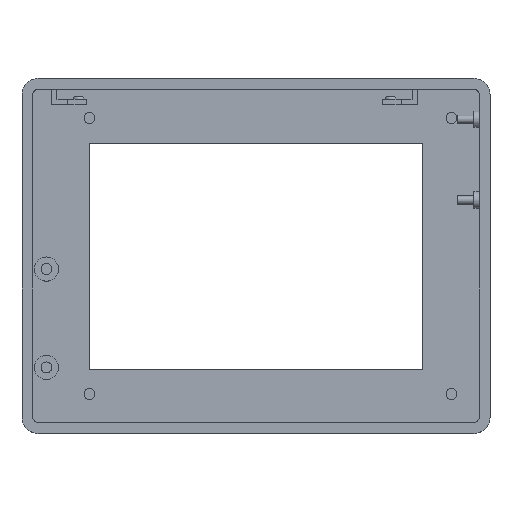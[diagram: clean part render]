
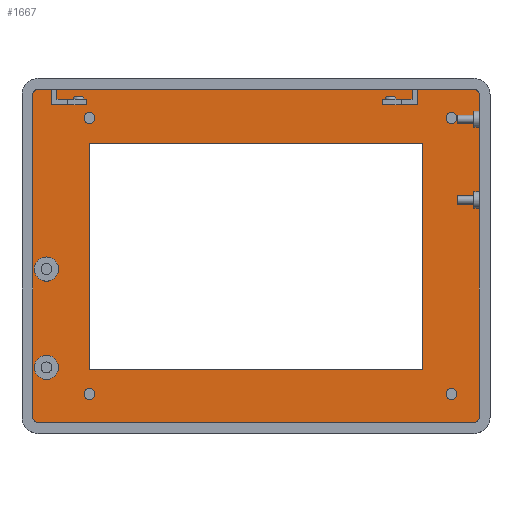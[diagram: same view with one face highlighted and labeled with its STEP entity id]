
A CAD part, top view. The second image highlights one B-rep face of the part: STEP entity #1667.
In plain terms, the highlighted planar face has unit normal (0, 0, 1).
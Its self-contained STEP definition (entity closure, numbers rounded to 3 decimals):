
#17=FACE_BOUND('',#230,.T.);
#18=FACE_BOUND('',#231,.T.);
#19=FACE_BOUND('',#232,.T.);
#20=FACE_BOUND('',#233,.T.);
#21=FACE_BOUND('',#234,.T.);
#22=FACE_BOUND('',#235,.T.);
#23=FACE_BOUND('',#236,.T.);
#48=PLANE('',#1789);
#123=FACE_OUTER_BOUND('',#229,.T.);
#229=EDGE_LOOP('',(#1168,#1169,#1170,#1171,#1172,#1173,#1174,#1175,#1176,
#1177,#1178,#1179,#1180,#1181,#1182,#1183,#1184,#1185,#1186,#1187,#1188));
#230=EDGE_LOOP('',(#1189,#1190,#1191,#1192));
#231=EDGE_LOOP('',(#1193));
#232=EDGE_LOOP('',(#1194));
#233=EDGE_LOOP('',(#1195));
#234=EDGE_LOOP('',(#1196));
#235=EDGE_LOOP('',(#1197));
#236=EDGE_LOOP('',(#1198));
#367=LINE('',#2480,#537);
#368=LINE('',#2484,#538);
#369=LINE('',#2488,#539);
#370=LINE('',#2492,#540);
#371=LINE('',#2494,#541);
#372=LINE('',#2496,#542);
#373=LINE('',#2498,#543);
#374=LINE('',#2500,#544);
#375=LINE('',#2502,#545);
#376=LINE('',#2504,#546);
#377=LINE('',#2506,#547);
#378=LINE('',#2508,#548);
#379=LINE('',#2510,#549);
#380=LINE('',#2512,#550);
#381=LINE('',#2514,#551);
#382=LINE('',#2516,#552);
#383=LINE('',#2517,#553);
#384=LINE('',#2520,#554);
#385=LINE('',#2522,#555);
#386=LINE('',#2524,#556);
#387=LINE('',#2525,#557);
#537=VECTOR('',#1968,10.);
#538=VECTOR('',#1971,10.);
#539=VECTOR('',#1974,10.);
#540=VECTOR('',#1977,10.);
#541=VECTOR('',#1978,10.);
#542=VECTOR('',#1979,10.);
#543=VECTOR('',#1980,10.);
#544=VECTOR('',#1981,10.);
#545=VECTOR('',#1982,10.);
#546=VECTOR('',#1983,10.);
#547=VECTOR('',#1984,10.);
#548=VECTOR('',#1985,10.);
#549=VECTOR('',#1986,10.);
#550=VECTOR('',#1987,10.);
#551=VECTOR('',#1988,10.);
#552=VECTOR('',#1989,10.);
#553=VECTOR('',#1990,10.);
#554=VECTOR('',#1991,10.);
#555=VECTOR('',#1992,10.);
#556=VECTOR('',#1993,10.);
#557=VECTOR('',#1994,10.);
#705=CIRCLE('',#1787,1.);
#707=CIRCLE('',#1790,1.);
#708=CIRCLE('',#1791,1.);
#709=CIRCLE('',#1792,1.);
#710=CIRCLE('',#1793,1.);
#711=CIRCLE('',#1794,1.);
#712=CIRCLE('',#1795,1.);
#713=CIRCLE('',#1796,1.);
#714=CIRCLE('',#1797,2.25);
#715=CIRCLE('',#1798,2.25);
#771=VERTEX_POINT('',#2470);
#772=VERTEX_POINT('',#2471);
#775=VERTEX_POINT('',#2479);
#776=VERTEX_POINT('',#2481);
#777=VERTEX_POINT('',#2483);
#778=VERTEX_POINT('',#2485);
#779=VERTEX_POINT('',#2487);
#780=VERTEX_POINT('',#2489);
#781=VERTEX_POINT('',#2491);
#782=VERTEX_POINT('',#2493);
#783=VERTEX_POINT('',#2495);
#784=VERTEX_POINT('',#2497);
#785=VERTEX_POINT('',#2499);
#786=VERTEX_POINT('',#2501);
#787=VERTEX_POINT('',#2503);
#788=VERTEX_POINT('',#2505);
#789=VERTEX_POINT('',#2507);
#790=VERTEX_POINT('',#2509);
#791=VERTEX_POINT('',#2511);
#792=VERTEX_POINT('',#2513);
#793=VERTEX_POINT('',#2515);
#794=VERTEX_POINT('',#2518);
#795=VERTEX_POINT('',#2519);
#796=VERTEX_POINT('',#2521);
#797=VERTEX_POINT('',#2523);
#798=VERTEX_POINT('',#2526);
#799=VERTEX_POINT('',#2528);
#800=VERTEX_POINT('',#2530);
#801=VERTEX_POINT('',#2532);
#802=VERTEX_POINT('',#2534);
#803=VERTEX_POINT('',#2536);
#928=EDGE_CURVE('',#771,#772,#705,.T.);
#932=EDGE_CURVE('',#772,#775,#367,.T.);
#933=EDGE_CURVE('',#775,#776,#707,.T.);
#934=EDGE_CURVE('',#776,#777,#368,.T.);
#935=EDGE_CURVE('',#777,#778,#708,.T.);
#936=EDGE_CURVE('',#778,#779,#369,.T.);
#937=EDGE_CURVE('',#779,#780,#709,.T.);
#938=EDGE_CURVE('',#780,#781,#370,.T.);
#939=EDGE_CURVE('',#781,#782,#371,.T.);
#940=EDGE_CURVE('',#782,#783,#372,.T.);
#941=EDGE_CURVE('',#783,#784,#373,.T.);
#942=EDGE_CURVE('',#784,#785,#374,.T.);
#943=EDGE_CURVE('',#785,#786,#375,.T.);
#944=EDGE_CURVE('',#786,#787,#376,.T.);
#945=EDGE_CURVE('',#787,#788,#377,.T.);
#946=EDGE_CURVE('',#788,#789,#378,.T.);
#947=EDGE_CURVE('',#789,#790,#379,.T.);
#948=EDGE_CURVE('',#790,#791,#380,.T.);
#949=EDGE_CURVE('',#791,#792,#381,.T.);
#950=EDGE_CURVE('',#792,#793,#382,.T.);
#951=EDGE_CURVE('',#793,#771,#383,.T.);
#952=EDGE_CURVE('',#794,#795,#384,.T.);
#953=EDGE_CURVE('',#795,#796,#385,.T.);
#954=EDGE_CURVE('',#796,#797,#386,.T.);
#955=EDGE_CURVE('',#797,#794,#387,.T.);
#956=EDGE_CURVE('',#798,#798,#710,.T.);
#957=EDGE_CURVE('',#799,#799,#711,.T.);
#958=EDGE_CURVE('',#800,#800,#712,.T.);
#959=EDGE_CURVE('',#801,#801,#713,.T.);
#960=EDGE_CURVE('',#802,#802,#714,.T.);
#961=EDGE_CURVE('',#803,#803,#715,.T.);
#1168=ORIENTED_EDGE('',*,*,#928,.T.);
#1169=ORIENTED_EDGE('',*,*,#932,.T.);
#1170=ORIENTED_EDGE('',*,*,#933,.T.);
#1171=ORIENTED_EDGE('',*,*,#934,.T.);
#1172=ORIENTED_EDGE('',*,*,#935,.T.);
#1173=ORIENTED_EDGE('',*,*,#936,.T.);
#1174=ORIENTED_EDGE('',*,*,#937,.T.);
#1175=ORIENTED_EDGE('',*,*,#938,.T.);
#1176=ORIENTED_EDGE('',*,*,#939,.T.);
#1177=ORIENTED_EDGE('',*,*,#940,.T.);
#1178=ORIENTED_EDGE('',*,*,#941,.T.);
#1179=ORIENTED_EDGE('',*,*,#942,.T.);
#1180=ORIENTED_EDGE('',*,*,#943,.T.);
#1181=ORIENTED_EDGE('',*,*,#944,.T.);
#1182=ORIENTED_EDGE('',*,*,#945,.T.);
#1183=ORIENTED_EDGE('',*,*,#946,.T.);
#1184=ORIENTED_EDGE('',*,*,#947,.T.);
#1185=ORIENTED_EDGE('',*,*,#948,.T.);
#1186=ORIENTED_EDGE('',*,*,#949,.T.);
#1187=ORIENTED_EDGE('',*,*,#950,.T.);
#1188=ORIENTED_EDGE('',*,*,#951,.T.);
#1189=ORIENTED_EDGE('',*,*,#952,.T.);
#1190=ORIENTED_EDGE('',*,*,#953,.T.);
#1191=ORIENTED_EDGE('',*,*,#954,.T.);
#1192=ORIENTED_EDGE('',*,*,#955,.T.);
#1193=ORIENTED_EDGE('',*,*,#956,.T.);
#1194=ORIENTED_EDGE('',*,*,#957,.T.);
#1195=ORIENTED_EDGE('',*,*,#958,.T.);
#1196=ORIENTED_EDGE('',*,*,#959,.T.);
#1197=ORIENTED_EDGE('',*,*,#960,.T.);
#1198=ORIENTED_EDGE('',*,*,#961,.T.);
#1667=ADVANCED_FACE('',(#123,#17,#18,#19,#20,#21,#22,#23),#48,.T.);
#1787=AXIS2_PLACEMENT_3D('',#2472,#1960,#1961);
#1789=AXIS2_PLACEMENT_3D('',#2478,#1966,#1967);
#1790=AXIS2_PLACEMENT_3D('',#2482,#1969,#1970);
#1791=AXIS2_PLACEMENT_3D('',#2486,#1972,#1973);
#1792=AXIS2_PLACEMENT_3D('',#2490,#1975,#1976);
#1793=AXIS2_PLACEMENT_3D('',#2527,#1995,#1996);
#1794=AXIS2_PLACEMENT_3D('',#2529,#1997,#1998);
#1795=AXIS2_PLACEMENT_3D('',#2531,#1999,#2000);
#1796=AXIS2_PLACEMENT_3D('',#2533,#2001,#2002);
#1797=AXIS2_PLACEMENT_3D('',#2535,#2003,#2004);
#1798=AXIS2_PLACEMENT_3D('',#2537,#2005,#2006);
#1960=DIRECTION('center_axis',(0.,0.,1.));
#1961=DIRECTION('ref_axis',(-0.707,0.707,0.));
#1966=DIRECTION('center_axis',(0.,0.,1.));
#1967=DIRECTION('ref_axis',(1.,0.,0.));
#1968=DIRECTION('',(0.,-1.,0.));
#1969=DIRECTION('center_axis',(0.,0.,1.));
#1970=DIRECTION('ref_axis',(-0.707,-0.707,0.));
#1971=DIRECTION('',(1.,0.,0.));
#1972=DIRECTION('center_axis',(0.,0.,1.));
#1973=DIRECTION('ref_axis',(0.707,-0.707,0.));
#1974=DIRECTION('',(0.,1.,0.));
#1975=DIRECTION('center_axis',(0.,0.,1.));
#1976=DIRECTION('ref_axis',(0.707,0.707,0.));
#1977=DIRECTION('',(-1.,0.,0.));
#1978=DIRECTION('',(0.,-1.,0.));
#1979=DIRECTION('',(-1.,0.,0.));
#1980=DIRECTION('',(0.,1.,0.));
#1981=DIRECTION('',(1.,0.,0.));
#1982=DIRECTION('',(0.,1.,0.));
#1983=DIRECTION('',(-1.,0.,0.));
#1984=DIRECTION('',(0.,-1.,0.));
#1985=DIRECTION('',(1.,0.,0.));
#1986=DIRECTION('',(1.,0.,0.));
#1987=DIRECTION('',(0.,-1.,0.));
#1988=DIRECTION('',(-1.,0.,0.));
#1989=DIRECTION('',(0.,1.,0.));
#1990=DIRECTION('',(-1.,0.,0.));
#1991=DIRECTION('',(0.,-1.,0.));
#1992=DIRECTION('',(-1.,0.,0.));
#1993=DIRECTION('',(0.,1.,0.));
#1994=DIRECTION('',(1.,0.,0.));
#1995=DIRECTION('center_axis',(0.,0.,-1.));
#1996=DIRECTION('ref_axis',(-1.,0.,0.));
#1997=DIRECTION('center_axis',(0.,0.,-1.));
#1998=DIRECTION('ref_axis',(-1.,0.,0.));
#1999=DIRECTION('center_axis',(0.,0.,-1.));
#2000=DIRECTION('ref_axis',(-1.,0.,0.));
#2001=DIRECTION('center_axis',(0.,0.,-1.));
#2002=DIRECTION('ref_axis',(-1.,0.,0.));
#2003=DIRECTION('center_axis',(0.,0.,-1.));
#2004=DIRECTION('ref_axis',(-1.,0.,0.));
#2005=DIRECTION('center_axis',(0.,0.,-1.));
#2006=DIRECTION('ref_axis',(-1.,0.,0.));
#2470=CARTESIAN_POINT('',(3.,64.,2.));
#2471=CARTESIAN_POINT('',(2.,63.,2.));
#2472=CARTESIAN_POINT('Origin',(3.,63.,2.));
#2478=CARTESIAN_POINT('Origin',(43.5,33.,2.));
#2479=CARTESIAN_POINT('',(2.,3.,2.));
#2480=CARTESIAN_POINT('',(2.,17.5,2.));
#2481=CARTESIAN_POINT('',(3.,2.,2.));
#2482=CARTESIAN_POINT('Origin',(3.,3.,2.));
#2483=CARTESIAN_POINT('',(84.,2.,2.));
#2484=CARTESIAN_POINT('',(64.25,2.,2.));
#2485=CARTESIAN_POINT('',(85.,3.,2.));
#2486=CARTESIAN_POINT('Origin',(84.,3.,2.));
#2487=CARTESIAN_POINT('',(85.,63.,2.));
#2488=CARTESIAN_POINT('',(85.,48.5,2.));
#2489=CARTESIAN_POINT('',(84.,64.,2.));
#2490=CARTESIAN_POINT('Origin',(84.,63.,2.));
#2491=CARTESIAN_POINT('',(73.5,64.,2.));
#2492=CARTESIAN_POINT('',(22.75,64.,2.));
#2493=CARTESIAN_POINT('',(73.5,61.12,2.));
#2494=CARTESIAN_POINT('',(73.5,48.5,2.));
#2495=CARTESIAN_POINT('',(67.,61.12,2.));
#2496=CARTESIAN_POINT('',(56.125,61.12,2.));
#2497=CARTESIAN_POINT('',(67.,62.12,2.));
#2498=CARTESIAN_POINT('',(67.,47.06,2.));
#2499=CARTESIAN_POINT('',(72.5,62.12,2.));
#2500=CARTESIAN_POINT('',(57.,62.12,2.));
#2501=CARTESIAN_POINT('',(72.5,64.,2.));
#2502=CARTESIAN_POINT('',(72.5,47.56,2.));
#2503=CARTESIAN_POINT('',(6.5,64.,2.));
#2504=CARTESIAN_POINT('',(22.75,64.,2.));
#2505=CARTESIAN_POINT('',(6.5,62.12,2.));
#2506=CARTESIAN_POINT('',(6.5,48.5,2.));
#2507=CARTESIAN_POINT('',(8.5,62.12,2.));
#2508=CARTESIAN_POINT('',(25.,62.12,2.));
#2509=CARTESIAN_POINT('',(12.,62.12,2.));
#2510=CARTESIAN_POINT('',(26.875,62.12,2.));
#2511=CARTESIAN_POINT('',(12.,61.12,2.));
#2512=CARTESIAN_POINT('',(12.,47.06,2.));
#2513=CARTESIAN_POINT('',(5.5,61.12,2.));
#2514=CARTESIAN_POINT('',(26.875,61.12,2.));
#2515=CARTESIAN_POINT('',(5.5,64.,2.));
#2516=CARTESIAN_POINT('',(5.5,47.06,2.));
#2517=CARTESIAN_POINT('',(22.75,64.,2.));
#2518=CARTESIAN_POINT('',(74.5,54.,2.));
#2519=CARTESIAN_POINT('',(74.5,12.,2.));
#2520=CARTESIAN_POINT('',(74.5,43.5,2.));
#2521=CARTESIAN_POINT('',(12.5,12.,2.));
#2522=CARTESIAN_POINT('',(59.,12.,2.));
#2523=CARTESIAN_POINT('',(12.5,54.,2.));
#2524=CARTESIAN_POINT('',(12.5,22.5,2.));
#2525=CARTESIAN_POINT('',(28.,54.,2.));
#2526=CARTESIAN_POINT('',(80.83,58.65,2.));
#2527=CARTESIAN_POINT('Origin',(79.83,58.65,2.));
#2528=CARTESIAN_POINT('',(80.83,7.35,2.));
#2529=CARTESIAN_POINT('Origin',(79.83,7.35,2.));
#2530=CARTESIAN_POINT('',(13.53,58.65,2.));
#2531=CARTESIAN_POINT('Origin',(12.53,58.65,2.));
#2532=CARTESIAN_POINT('',(13.53,7.35,2.));
#2533=CARTESIAN_POINT('Origin',(12.53,7.35,2.));
#2534=CARTESIAN_POINT('',(6.79,12.29,2.));
#2535=CARTESIAN_POINT('Origin',(4.54,12.29,2.));
#2536=CARTESIAN_POINT('',(6.79,30.57,2.));
#2537=CARTESIAN_POINT('Origin',(4.54,30.57,2.));
